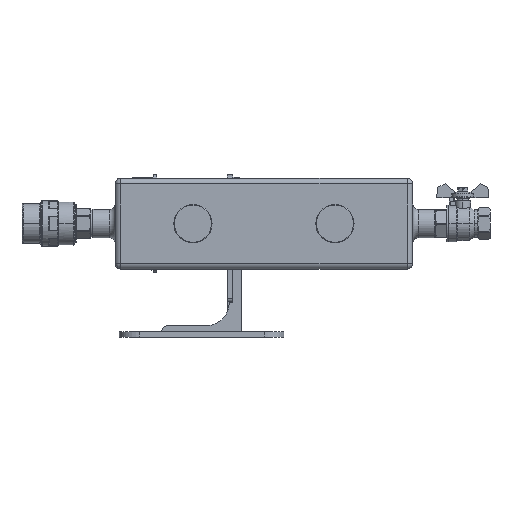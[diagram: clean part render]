
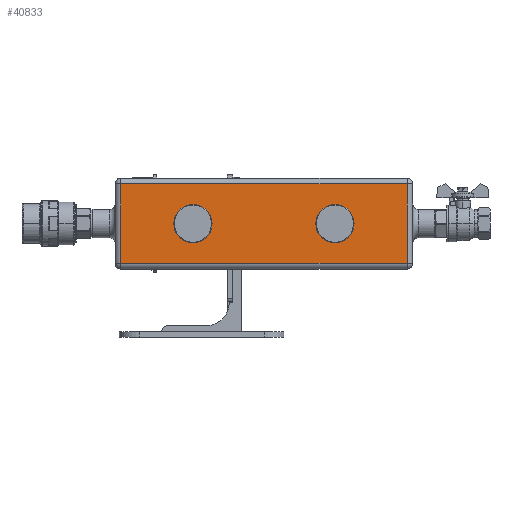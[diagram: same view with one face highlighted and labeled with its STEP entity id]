
A CAD part, left-side view. The second image highlights one B-rep face of the part: STEP entity #40833.
In plain terms, the highlighted planar face has unit normal (-1, 0, 0).
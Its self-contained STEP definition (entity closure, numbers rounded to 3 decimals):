
#796 = CARTESIAN_POINT ( 'NONE',  ( -40., -131., -35. ) ) ;
#1595 = FACE_BOUND ( 'NONE', #7690, .T. ) ;
#1933 = DIRECTION ( 'NONE',  ( 0., 0., -1. ) ) ;
#1995 = EDGE_CURVE ( 'NONE', #17524, #45368, #37667, .T. ) ;
#2131 = DIRECTION ( 'NONE',  ( 0., 0., -1. ) ) ;
#2979 = CARTESIAN_POINT ( 'NONE',  ( -40., -62.5, -16.85 ) ) ;
#4883 = AXIS2_PLACEMENT_3D ( 'NONE', #11351, #31157, #15247 ) ;
#5133 = EDGE_CURVE ( 'NONE', #11755, #16369, #25179, .T. ) ;
#6092 = PLANE ( 'NONE',  #40034 ) ;
#6140 = VERTEX_POINT ( 'NONE', #10182 ) ;
#6676 = VECTOR ( 'NONE', #8238, 1000. ) ;
#6976 = CIRCLE ( 'NONE', #41003, 16.85 ) ;
#7508 = VERTEX_POINT ( 'NONE', #40823 ) ;
#7690 = EDGE_LOOP ( 'NONE', ( #13450, #22671 ) ) ;
#7919 = LINE ( 'NONE', #49989, #43727 ) ;
#8238 = DIRECTION ( 'NONE',  ( 0., -1., 0. ) ) ;
#9880 = LINE ( 'NONE', #47184, #41503 ) ;
#10182 = CARTESIAN_POINT ( 'NONE',  ( -40., 126., 35. ) ) ;
#10343 = CARTESIAN_POINT ( 'NONE',  ( -40., 62.5, 16.85 ) ) ;
#10470 = ORIENTED_EDGE ( 'NONE', *, *, #1995, .T. ) ;
#11351 = CARTESIAN_POINT ( 'NONE',  ( -40., -62.5, 0. ) ) ;
#11478 = DIRECTION ( 'NONE',  ( 0., 0., 1. ) ) ;
#11755 = VERTEX_POINT ( 'NONE', #10343 ) ;
#12066 = EDGE_CURVE ( 'NONE', #23672, #25820, #6976, .T. ) ;
#13437 = CARTESIAN_POINT ( 'NONE',  ( -40., 62.5, 0. ) ) ;
#13450 = ORIENTED_EDGE ( 'NONE', *, *, #5133, .F. ) ;
#14179 = AXIS2_PLACEMENT_3D ( 'NONE', #13437, #47868, #36525 ) ;
#14410 = CARTESIAN_POINT ( 'NONE',  ( -40., -131., 40. ) ) ;
#14586 = ORIENTED_EDGE ( 'NONE', *, *, #28717, .F. ) ;
#15170 = LINE ( 'NONE', #38809, #21811 ) ;
#15247 = DIRECTION ( 'NONE',  ( 0., 0., -1. ) ) ;
#15530 = CARTESIAN_POINT ( 'NONE',  ( -40., 62.5, -16.85 ) ) ;
#16369 = VERTEX_POINT ( 'NONE', #15530 ) ;
#17336 = DIRECTION ( 'NONE',  ( -1., 0., 0. ) ) ;
#17524 = VERTEX_POINT ( 'NONE', #49925 ) ;
#21811 = VECTOR ( 'NONE', #11478, 1000. ) ;
#21996 = DIRECTION ( 'NONE',  ( 1., 0., 0. ) ) ;
#22156 = EDGE_CURVE ( 'NONE', #45368, #7508, #15170, .T. ) ;
#22166 = DIRECTION ( 'NONE',  ( 0., 0., -1. ) ) ;
#22671 = ORIENTED_EDGE ( 'NONE', *, *, #32253, .F. ) ;
#23672 = VERTEX_POINT ( 'NONE', #36181 ) ;
#25179 = CIRCLE ( 'NONE', #14179, 16.85 ) ;
#25820 = VERTEX_POINT ( 'NONE', #2979 ) ;
#27593 = ORIENTED_EDGE ( 'NONE', *, *, #33419, .T. ) ;
#28358 = ORIENTED_EDGE ( 'NONE', *, *, #49460, .T. ) ;
#28378 = CARTESIAN_POINT ( 'NONE',  ( -40., -126., -35. ) ) ;
#28717 = EDGE_CURVE ( 'NONE', #25820, #23672, #41080, .T. ) ;
#31157 = DIRECTION ( 'NONE',  ( -1., 0., 0. ) ) ;
#32078 = DIRECTION ( 'NONE',  ( 0., 0., -1. ) ) ;
#32253 = EDGE_CURVE ( 'NONE', #16369, #11755, #49874, .T. ) ;
#33419 = EDGE_CURVE ( 'NONE', #7508, #6140, #7919, .T. ) ;
#35588 = ORIENTED_EDGE ( 'NONE', *, *, #12066, .F. ) ;
#36181 = CARTESIAN_POINT ( 'NONE',  ( -40., -62.5, 16.85 ) ) ;
#36525 = DIRECTION ( 'NONE',  ( 0., 0., -1. ) ) ;
#37667 = LINE ( 'NONE', #796, #6676 ) ;
#38480 = DIRECTION ( 'NONE',  ( 0., 1., 0. ) ) ;
#38809 = CARTESIAN_POINT ( 'NONE',  ( -40., -126., 40. ) ) ;
#40034 = AXIS2_PLACEMENT_3D ( 'NONE', #14410, #21996, #22166 ) ;
#40289 = DIRECTION ( 'NONE',  ( -1., 0., 0. ) ) ;
#40823 = CARTESIAN_POINT ( 'NONE',  ( -40., -126., 35. ) ) ;
#40833 = ADVANCED_FACE ( 'NONE', ( #44085, #43474, #1595 ), #6092, .F. ) ;
#41003 = AXIS2_PLACEMENT_3D ( 'NONE', #47902, #17336, #1933 ) ;
#41080 = CIRCLE ( 'NONE', #4883, 16.85 ) ;
#41503 = VECTOR ( 'NONE', #32078, 1000. ) ;
#42522 = ORIENTED_EDGE ( 'NONE', *, *, #22156, .T. ) ;
#43474 = FACE_BOUND ( 'NONE', #44092, .T. ) ;
#43727 = VECTOR ( 'NONE', #38480, 1000. ) ;
#44047 = EDGE_LOOP ( 'NONE', ( #10470, #42522, #27593, #28358 ) ) ;
#44085 = FACE_OUTER_BOUND ( 'NONE', #44047, .T. ) ;
#44092 = EDGE_LOOP ( 'NONE', ( #35588, #14586 ) ) ;
#44654 = AXIS2_PLACEMENT_3D ( 'NONE', #48428, #40289, #2131 ) ;
#45368 = VERTEX_POINT ( 'NONE', #28378 ) ;
#47184 = CARTESIAN_POINT ( 'NONE',  ( -40., 126., 40. ) ) ;
#47868 = DIRECTION ( 'NONE',  ( -1., 0., 0. ) ) ;
#47902 = CARTESIAN_POINT ( 'NONE',  ( -40., -62.5, 0. ) ) ;
#48428 = CARTESIAN_POINT ( 'NONE',  ( -40., 62.5, 0. ) ) ;
#49460 = EDGE_CURVE ( 'NONE', #6140, #17524, #9880, .T. ) ;
#49874 = CIRCLE ( 'NONE', #44654, 16.85 ) ;
#49925 = CARTESIAN_POINT ( 'NONE',  ( -40., 126., -35. ) ) ;
#49989 = CARTESIAN_POINT ( 'NONE',  ( -40., -131., 35. ) ) ;
